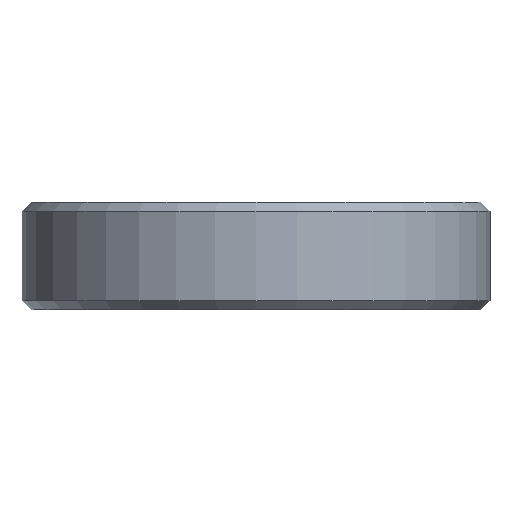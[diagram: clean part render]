
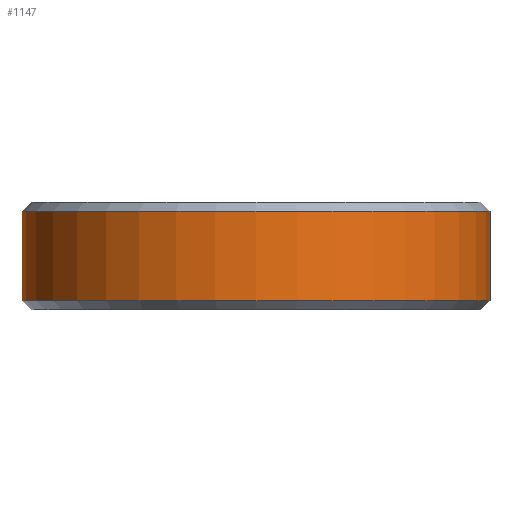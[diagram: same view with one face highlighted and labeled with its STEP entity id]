
A CAD part, front view. The second image highlights one B-rep face of the part: STEP entity #1147.
In plain terms, the highlighted cylindrical face has radius 12.687 mm (diameter 25.375 mm), a partial arc.
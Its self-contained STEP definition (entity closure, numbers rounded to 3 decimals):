
#112 = CARTESIAN_POINT ( 'NONE',  ( -19.709, -4.089, -2.413 ) ) ;
#711 = DIRECTION ( 'NONE',  ( 1., 0., 0. ) ) ;
#1147 = ADVANCED_FACE ( 'NONE', ( #4924 ), #12121, .T. ) ;
#1630 = VERTEX_POINT ( 'NONE', #15182 ) ;
#1629 = CIRCLE ( 'NONE', #14322, 12.687 ) ;
#3332 = VERTEX_POINT ( 'NONE', #15735 ) ;
#3877 = ORIENTED_EDGE ( 'NONE', *, *, #6205, .T. ) ;
#3989 = CARTESIAN_POINT ( 'NONE',  ( -19.709, -4.089, 2.921 ) ) ;
#4138 = DIRECTION ( 'NONE',  ( -1., 0., 0. ) ) ;
#4204 = CARTESIAN_POINT ( 'NONE',  ( -7.022, -4.089, 2.921 ) ) ;
#4285 = DIRECTION ( 'NONE',  ( 0., 0., -1. ) ) ;
#4654 = EDGE_CURVE ( 'NONE', #4692, #13997, #9000, .T. ) ;
#4692 = VERTEX_POINT ( 'NONE', #15811 ) ;
#4908 = EDGE_LOOP ( 'NONE', ( #14764, #13667, #20844, #3877 ) ) ;
#4924 = FACE_OUTER_BOUND ( 'NONE', #4908, .T. ) ;
#5243 = VECTOR ( 'NONE', #15605, 1000. ) ;
#6205 = EDGE_CURVE ( 'NONE', #13997, #1630, #1629, .T. ) ;
#8829 = CARTESIAN_POINT ( 'NONE',  ( -7.022, -4.089, -2.413 ) ) ;
#9000 = LINE ( 'NONE', #3989, #13303 ) ;
#9313 = CARTESIAN_POINT ( 'NONE',  ( 5.666, -4.089, 2.921 ) ) ;
#10069 = EDGE_CURVE ( 'NONE', #3332, #1630, #17122, .T. ) ;
#10453 = DIRECTION ( 'NONE',  ( 1., 0., 0. ) ) ;
#10648 = DIRECTION ( 'NONE',  ( 0., 0., -1. ) ) ;
#12121 = CYLINDRICAL_SURFACE ( 'NONE', #12401, 12.687 ) ;
#12401 = AXIS2_PLACEMENT_3D ( 'NONE', #4204, #4285, #4138 ) ;
#13303 = VECTOR ( 'NONE', #18767, 1000. ) ;
#13667 = ORIENTED_EDGE ( 'NONE', *, *, #20701, .T. ) ;
#13997 = VERTEX_POINT ( 'NONE', #112 ) ;
#14322 = AXIS2_PLACEMENT_3D ( 'NONE', #8829, #19935, #10453 ) ;
#14764 = ORIENTED_EDGE ( 'NONE', *, *, #10069, .F. ) ;
#15182 = CARTESIAN_POINT ( 'NONE',  ( 5.666, -4.089, -2.413 ) ) ;
#15605 = DIRECTION ( 'NONE',  ( 0., 0., -1. ) ) ;
#15735 = CARTESIAN_POINT ( 'NONE',  ( 5.666, -4.089, 2.413 ) ) ;
#15811 = CARTESIAN_POINT ( 'NONE',  ( -19.709, -4.089, 2.413 ) ) ;
#16628 = AXIS2_PLACEMENT_3D ( 'NONE', #20124, #10648, #711 ) ;
#17122 = LINE ( 'NONE', #9313, #5243 ) ;
#17965 = CIRCLE ( 'NONE', #16628, 12.687 ) ;
#18767 = DIRECTION ( 'NONE',  ( 0., 0., -1. ) ) ;
#19935 = DIRECTION ( 'NONE',  ( 0., 0., 1. ) ) ;
#20124 = CARTESIAN_POINT ( 'NONE',  ( -7.022, -4.089, 2.413 ) ) ;
#20701 = EDGE_CURVE ( 'NONE', #3332, #4692, #17965, .T. ) ;
#20844 = ORIENTED_EDGE ( 'NONE', *, *, #4654, .T. ) ;
